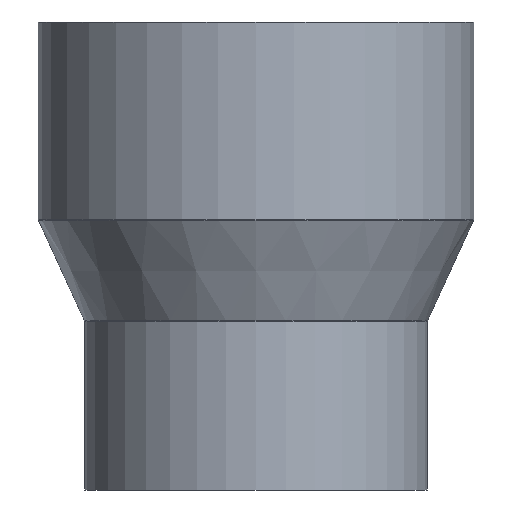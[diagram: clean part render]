
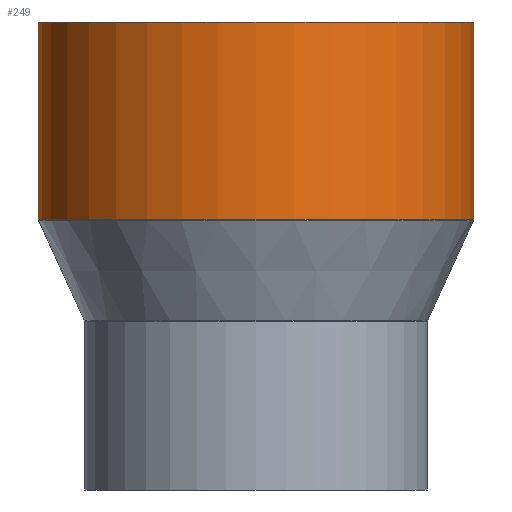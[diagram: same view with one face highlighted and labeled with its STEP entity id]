
A CAD part, front view. The second image highlights one B-rep face of the part: STEP entity #249.
In plain terms, the highlighted cylindrical face has radius 200 mm (diameter 400 mm), a partial arc.
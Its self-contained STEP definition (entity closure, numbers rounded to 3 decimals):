
#5 = LINE ( 'NONE', #150, #39 ) ;
#38 = CARTESIAN_POINT ( 'NONE',  ( 0., 0., -16.533 ) ) ;
#39 = VECTOR ( 'NONE', #301, 1000. ) ;
#52 = CARTESIAN_POINT ( 'NONE',  ( -200., 0., -16.533 ) ) ;
#62 = DIRECTION ( 'NONE',  ( 0., 0., -1. ) ) ;
#78 = CIRCLE ( 'NONE', #493, 200. ) ;
#88 = DIRECTION ( 'NONE',  ( 0., 0., -1. ) ) ;
#92 = VERTEX_POINT ( 'NONE', #413 ) ;
#97 = DIRECTION ( 'NONE',  ( 0., 0., -1. ) ) ;
#116 = EDGE_CURVE ( 'NONE', #190, #234, #605, .T. ) ;
#137 = CARTESIAN_POINT ( 'NONE',  ( 200., 0., 223.029 ) ) ;
#150 = CARTESIAN_POINT ( 'NONE',  ( 200., 0., -16.533 ) ) ;
#174 = AXIS2_PLACEMENT_3D ( 'NONE', #38, #88, #651 ) ;
#187 = ORIENTED_EDGE ( 'NONE', *, *, #444, .F. ) ;
#190 = VERTEX_POINT ( 'NONE', #137 ) ;
#193 = ORIENTED_EDGE ( 'NONE', *, *, #116, .T. ) ;
#195 = FACE_OUTER_BOUND ( 'NONE', #547, .T. ) ;
#233 = CARTESIAN_POINT ( 'NONE',  ( -200., 0., 41.465 ) ) ;
#234 = VERTEX_POINT ( 'NONE', #449 ) ;
#238 = VECTOR ( 'NONE', #97, 1000. ) ;
#242 = VERTEX_POINT ( 'NONE', #233 ) ;
#249 = ADVANCED_FACE ( 'NONE', ( #195 ), #384, .T. ) ;
#252 = ORIENTED_EDGE ( 'NONE', *, *, #396, .F. ) ;
#253 = LINE ( 'NONE', #52, #238 ) ;
#301 = DIRECTION ( 'NONE',  ( 0., 0., -1. ) ) ;
#317 = CARTESIAN_POINT ( 'NONE',  ( 0., 0., 223.029 ) ) ;
#357 = AXIS2_PLACEMENT_3D ( 'NONE', #317, #62, #370 ) ;
#370 = DIRECTION ( 'NONE',  ( -1., 0., 0. ) ) ;
#381 = EDGE_CURVE ( 'NONE', #234, #242, #253, .T. ) ;
#384 = CYLINDRICAL_SURFACE ( 'NONE', #174, 200. ) ;
#396 = EDGE_CURVE ( 'NONE', #190, #92, #5, .T. ) ;
#413 = CARTESIAN_POINT ( 'NONE',  ( 200., 0., 41.465 ) ) ;
#444 = EDGE_CURVE ( 'NONE', #92, #242, #78, .T. ) ;
#449 = CARTESIAN_POINT ( 'NONE',  ( -200., 0., 223.029 ) ) ;
#493 = AXIS2_PLACEMENT_3D ( 'NONE', #608, #550, #611 ) ;
#547 = EDGE_LOOP ( 'NONE', ( #252, #193, #641, #187 ) ) ;
#550 = DIRECTION ( 'NONE',  ( 0., 0., -1. ) ) ;
#605 = CIRCLE ( 'NONE', #357, 200. ) ;
#608 = CARTESIAN_POINT ( 'NONE',  ( 0., 0., 41.465 ) ) ;
#611 = DIRECTION ( 'NONE',  ( -1., 0., 0. ) ) ;
#641 = ORIENTED_EDGE ( 'NONE', *, *, #381, .T. ) ;
#651 = DIRECTION ( 'NONE',  ( -1., 0., 0. ) ) ;
